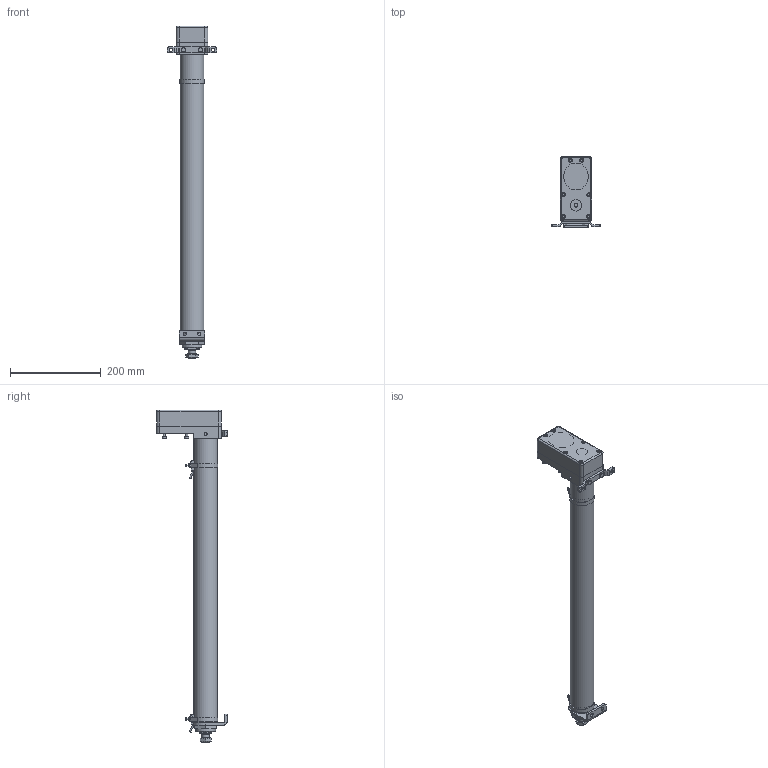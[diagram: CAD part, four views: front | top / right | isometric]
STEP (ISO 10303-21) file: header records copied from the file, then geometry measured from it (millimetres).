
FILE_DESCRIPTION (( 'STEP AP203' ), '1' );
FILE_NAME ('ERD-479190-1.step', '2025-01-16T16:20:29', ( '' ), ( '' ), 'SwSTEP 2.0', 'SolidWorks 2024', '' );
FILE_SCHEMA (( 'CONFIG_CONTROL_DESIGN' ));
Length unit declared in the file: inch
Products named in the file (9): 21931020_ERD-479190-1; Base_ERD-479190-1; tempJoin0_21939208_ERD-479190-1; tempJoin0_21909020_ERD-479190-1; 21931023_ERD-479190-1; tempJoin1_21909020_ERD-479190-1; tempJoin23_83169035_ERD-479190-1; temp4_11321783_ERD-479190-1_YMH-RP; ERD-479190-1
Assembly tree (8 placements, depth 2):
  ERD-479190-1
    tempJoin0_21939208_ERD-479190-1
    21931023_ERD-479190-1
    21931020_ERD-479190-1
    tempJoin0_21909020_ERD-479190-1
    tempJoin1_21909020_ERD-479190-1
    temp4_11321783_ERD-479190-1_YMH-RP
    tempJoin23_83169035_ERD-479190-1
    Base_ERD-479190-1
Bounding box: 109.8 x 155.07 x 731.48 mm (x, y, z)
Volume: 1160000.2 mm3; surface area: 419443.3 mm2
Topology: 18 solids, 29 shells, 962 faces, 2411 edges, 1565 vertices
Faces by surface type: plane 550, cylinder 328, cone 63, torus 18, bspline 3
Full cylindrical faces by diameter (mm): 3 x4, 3.8 x2, 3.967 x1, 4.2 x10, 4.826 x1, 5 x14, 5.3 x2, 6 x2, 6.629 x2, 6.8 x2, 7.137 x6, 7.925 x1, 8.331 x1, 8.5 x10, 9.144 x6, 9.98 x2, 10.262 x1, 13.716 x1, 14 x2, 16 x1, 19.05 x1, 19.075 x1, 22.098 x1, 23.812 x1, 25.4 x1, 27.762 x1, 33.6 x1, 34.925 x1, 41.992 x1, 42.5 x1
Entity records: 29866 total; most frequent: CARTESIAN_POINT 6213, DIRECTION 4860, ORIENTED_EDGE 4418, EDGE_CURVE 2209, AXIS2_PLACEMENT_3D 1788, VERTEX_POINT 1505, LINE 1284, VECTOR 1284
